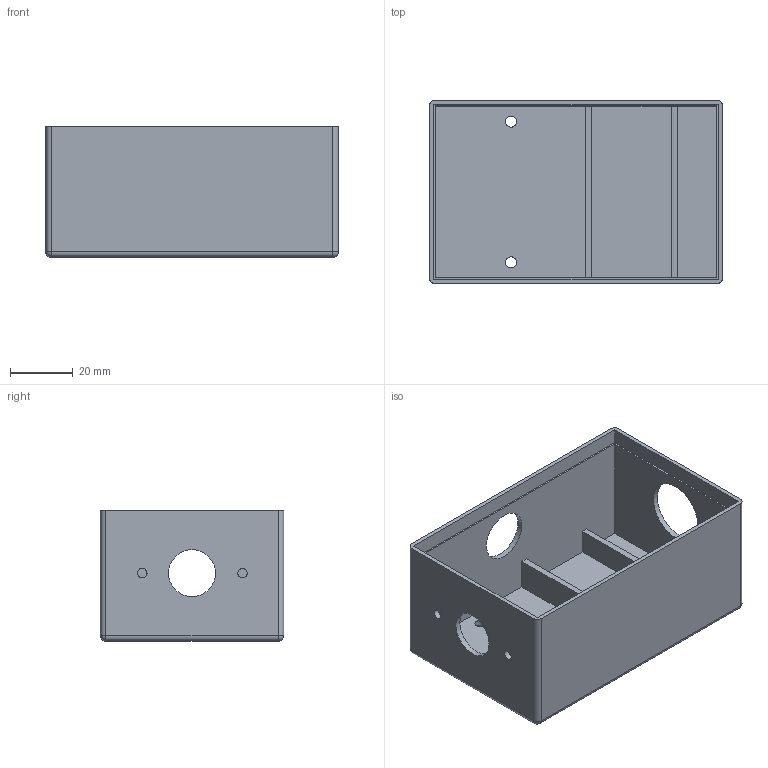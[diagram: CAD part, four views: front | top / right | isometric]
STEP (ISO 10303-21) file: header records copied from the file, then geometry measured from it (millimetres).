
FILE_DESCRIPTION(('FreeCAD Model'),'2;1');
FILE_NAME('Open CASCADE Shape Model','2022-11-04T17:49:25',('Author'),( ''),'Open CASCADE STEP processor 7.5','FreeCAD','Unknown');
FILE_SCHEMA(('AUTOMOTIVE_DESIGN { 1 0 10303 214 1 1 1 1 }'));
Length unit declared in the file: millimetre
Products named in the file (1): Box_Low_SS
Bounding box: 93.6 x 58.6 x 41.8 mm (x, y, z)
Volume: 30891.8 mm3; surface area: 35764.2 mm2
Topology: 1 solids, 1 shells, 43 faces, 105 edges, 66 vertices
Faces by surface type: plane 24, cylinder 15, sphere 4
Full cylindrical faces by diameter (mm): 3 x2, 3.5 x2, 15 x1, 16 x1, 20 x1
Entity records: 2821 total; most frequent: CARTESIAN_POINT 607, DIRECTION 420, LINE 259, VECTOR 259, ORIENTED_EDGE 210, PCURVE 210, DEFINITIONAL_REPRESENTATION 210, EDGE_CURVE 105
